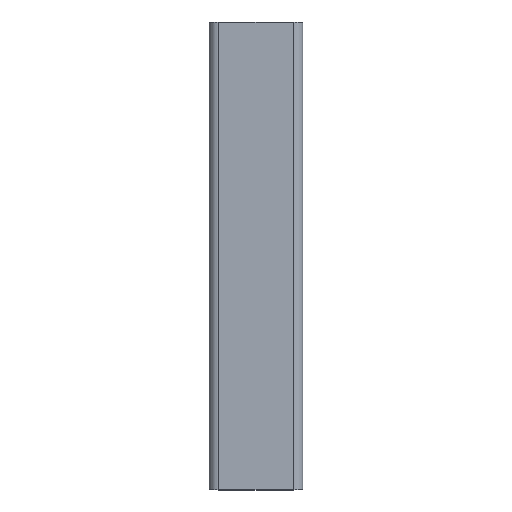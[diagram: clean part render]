
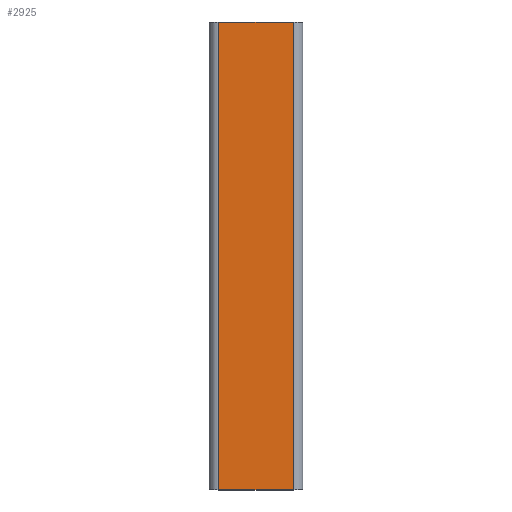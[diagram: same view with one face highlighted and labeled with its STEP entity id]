
A CAD part, top view. The second image highlights one B-rep face of the part: STEP entity #2925.
In plain terms, the highlighted planar face has unit normal (0, 0, 1).
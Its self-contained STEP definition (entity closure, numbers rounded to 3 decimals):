
#392=FACE_OUTER_BOUND('',#540,.T.);
#540=EDGE_LOOP('',(#2372,#2373,#2374,#2375));
#822=LINE('',#4905,#1102);
#823=LINE('',#4909,#1103);
#824=LINE('',#4911,#1104);
#825=LINE('',#4912,#1105);
#1102=VECTOR('',#4028,200.);
#1103=VECTOR('',#4033,32.);
#1104=VECTOR('',#4034,200.);
#1105=VECTOR('',#4035,32.);
#1392=VERTEX_POINT('',#4902);
#1393=VERTEX_POINT('',#4904);
#1394=VERTEX_POINT('',#4908);
#1395=VERTEX_POINT('',#4910);
#1809=EDGE_CURVE('',#1393,#1392,#822,.T.);
#1811=EDGE_CURVE('',#1392,#1394,#823,.T.);
#1812=EDGE_CURVE('',#1395,#1394,#824,.T.);
#1813=EDGE_CURVE('',#1393,#1395,#825,.T.);
#2372=ORIENTED_EDGE('',*,*,#1811,.T.);
#2373=ORIENTED_EDGE('',*,*,#1812,.F.);
#2374=ORIENTED_EDGE('',*,*,#1813,.F.);
#2375=ORIENTED_EDGE('',*,*,#1809,.T.);
#2786=PLANE('',#3212);
#2925=ADVANCED_FACE('',(#392),#2786,.T.);
#3212=AXIS2_PLACEMENT_3D('',#4907,#4031,#4032);
#4028=DIRECTION('',(0.,1.,0.));
#4031=DIRECTION('center_axis',(0.,0.,1.));
#4032=DIRECTION('ref_axis',(1.,0.,0.));
#4033=DIRECTION('',(-1.,0.,0.));
#4034=DIRECTION('',(0.,1.,0.));
#4035=DIRECTION('',(-1.,0.,0.));
#4902=CARTESIAN_POINT('',(16.,200.,20.));
#4904=CARTESIAN_POINT('',(16.,0.,20.));
#4905=CARTESIAN_POINT('',(16.,0.,20.));
#4907=CARTESIAN_POINT('Origin',(-16.,0.,20.));
#4908=CARTESIAN_POINT('',(-16.,200.,20.));
#4909=CARTESIAN_POINT('',(-8.,200.,20.));
#4910=CARTESIAN_POINT('',(-16.,0.,20.));
#4911=CARTESIAN_POINT('',(-16.,0.,20.));
#4912=CARTESIAN_POINT('',(-8.,0.,20.));
